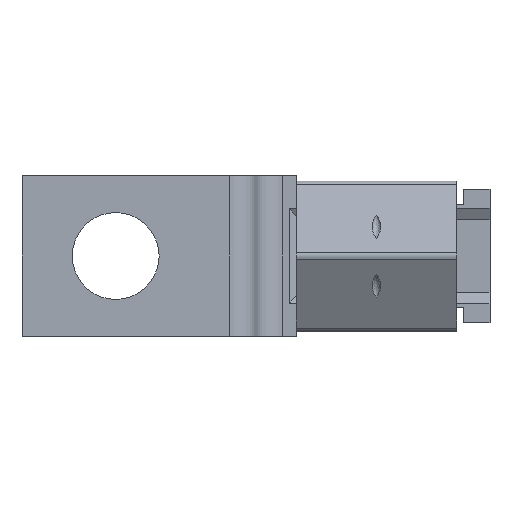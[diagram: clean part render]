
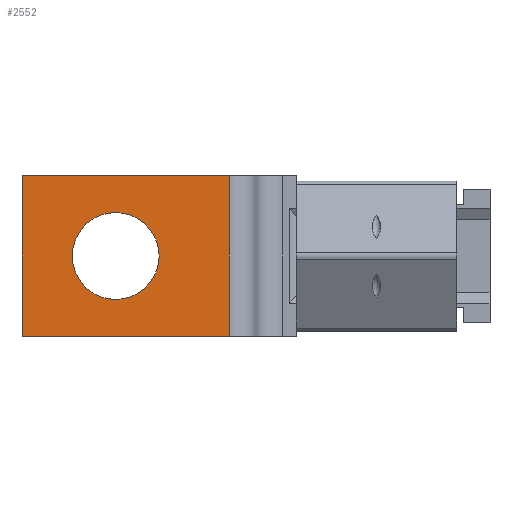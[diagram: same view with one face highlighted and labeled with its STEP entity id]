
A CAD part, front view. The second image highlights one B-rep face of the part: STEP entity #2552.
In plain terms, the highlighted planar face has unit normal (0, -1, 0).
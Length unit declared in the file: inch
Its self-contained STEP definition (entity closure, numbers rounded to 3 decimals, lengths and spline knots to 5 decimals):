
#181 = ORIENTED_EDGE ( 'NONE', *, *, #1806, .T. ) ;
#311 = FACE_OUTER_BOUND ( 'NONE', #2006, .T. ) ;
#318 = FACE_BOUND ( 'NONE', #1208, .T. ) ;
#454 = VERTEX_POINT ( 'NONE', #2366 ) ;
#578 = DIRECTION ( 'NONE',  ( 0., 0., 1. ) ) ;
#599 = CARTESIAN_POINT ( 'NONE',  ( -0.27892, 1.39531, 0. ) ) ;
#628 = ORIENTED_EDGE ( 'NONE', *, *, #1037, .T. ) ;
#648 = CARTESIAN_POINT ( 'NONE',  ( -0.27892, 1.39531, 0. ) ) ;
#740 = ORIENTED_EDGE ( 'NONE', *, *, #1149, .T. ) ;
#887 = VECTOR ( 'NONE', #3176, 39.37008 ) ;
#941 = VECTOR ( 'NONE', #1465, 39.37008 ) ;
#1037 = EDGE_CURVE ( 'NONE', #2793, #454, #2401, .T. ) ;
#1091 = VERTEX_POINT ( 'NONE', #648 ) ;
#1149 = EDGE_CURVE ( 'NONE', #1091, #1715, #3853, .T. ) ;
#1208 = EDGE_LOOP ( 'NONE', ( #181 ) ) ;
#1347 = AXIS2_PLACEMENT_3D ( 'NONE', #2079, #4359, #1751 ) ;
#1428 = CIRCLE ( 'NONE', #2048, 0.203 ) ;
#1465 = DIRECTION ( 'NONE',  ( -1., 0., 0. ) ) ;
#1477 = CARTESIAN_POINT ( 'NONE',  ( -0.27892, 1.39531, 0.75 ) ) ;
#1486 = EDGE_CURVE ( 'NONE', #454, #1091, #2782, .T. ) ;
#1513 = VECTOR ( 'NONE', #2550, 39.37008 ) ;
#1715 = VERTEX_POINT ( 'NONE', #4068 ) ;
#1751 = DIRECTION ( 'NONE',  ( 0., 0., -1. ) ) ;
#1806 = EDGE_CURVE ( 'NONE', #2500, #2500, #1428, .T. ) ;
#1841 = ORIENTED_EDGE ( 'NONE', *, *, #1486, .T. ) ;
#2006 = EDGE_LOOP ( 'NONE', ( #2494, #628, #1841, #740 ) ) ;
#2048 = AXIS2_PLACEMENT_3D ( 'NONE', #2567, #3631, #2874 ) ;
#2079 = CARTESIAN_POINT ( 'NONE',  ( -0.27892, 1.39531, 0. ) ) ;
#2366 = CARTESIAN_POINT ( 'NONE',  ( -1.24792, 1.39531, 0. ) ) ;
#2401 = LINE ( 'NONE', #3612, #887 ) ;
#2494 = ORIENTED_EDGE ( 'NONE', *, *, #3487, .T. ) ;
#2500 = VERTEX_POINT ( 'NONE', #4075 ) ;
#2550 = DIRECTION ( 'NONE',  ( 1., 0., 0. ) ) ;
#2552 = ADVANCED_FACE ( 'NONE', ( #311, #318 ), #3196, .T. ) ;
#2567 = CARTESIAN_POINT ( 'NONE',  ( -0.80992, 1.39531, 0.375 ) ) ;
#2731 = LINE ( 'NONE', #1477, #941 ) ;
#2782 = LINE ( 'NONE', #3884, #1513 ) ;
#2793 = VERTEX_POINT ( 'NONE', #2867 ) ;
#2867 = CARTESIAN_POINT ( 'NONE',  ( -1.24792, 1.39531, 0.75 ) ) ;
#2874 = DIRECTION ( 'NONE',  ( 0., 0., 1. ) ) ;
#3176 = DIRECTION ( 'NONE',  ( 0., 0., -1. ) ) ;
#3196 = PLANE ( 'NONE',  #1347 ) ;
#3487 = EDGE_CURVE ( 'NONE', #1715, #2793, #2731, .T. ) ;
#3612 = CARTESIAN_POINT ( 'NONE',  ( -1.24792, 1.39531, 0. ) ) ;
#3631 = DIRECTION ( 'NONE',  ( 0., 1., 0. ) ) ;
#3814 = VECTOR ( 'NONE', #578, 39.37008 ) ;
#3853 = LINE ( 'NONE', #599, #3814 ) ;
#3884 = CARTESIAN_POINT ( 'NONE',  ( -0.27892, 1.39531, 0. ) ) ;
#4068 = CARTESIAN_POINT ( 'NONE',  ( -0.27892, 1.39531, 0.75 ) ) ;
#4075 = CARTESIAN_POINT ( 'NONE',  ( -0.80992, 1.39531, 0.578 ) ) ;
#4359 = DIRECTION ( 'NONE',  ( 0., -1., 0. ) ) ;
